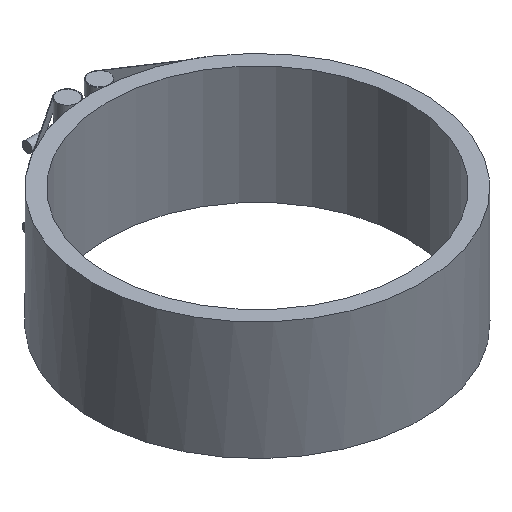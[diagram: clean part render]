
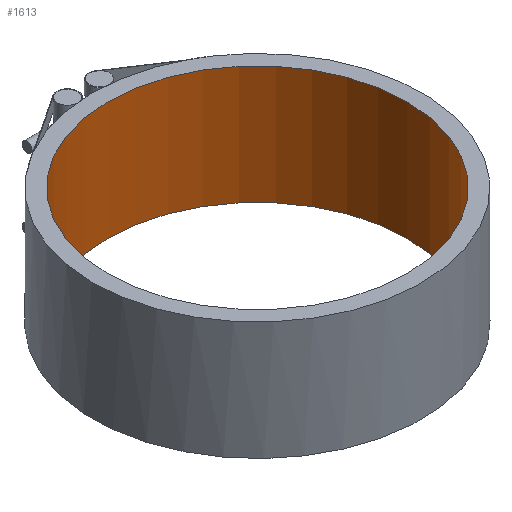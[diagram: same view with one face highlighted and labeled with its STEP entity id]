
A CAD part, isometric view. The second image highlights one B-rep face of the part: STEP entity #1613.
In plain terms, the highlighted cylindrical face has radius 178 mm (diameter 356 mm), a full revolution.
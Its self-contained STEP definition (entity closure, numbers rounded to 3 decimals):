
#367=CYLINDRICAL_SURFACE('',#1756,178.);
#428=FACE_BOUND('',#597,.T.);
#471=FACE_OUTER_BOUND('',#596,.T.);
#596=EDGE_LOOP('',(#1316));
#597=EDGE_LOOP('',(#1317));
#694=CIRCLE('',#1757,178.);
#695=CIRCLE('',#1758,178.);
#834=VERTEX_POINT('',#2860);
#835=VERTEX_POINT('',#2862);
#1010=EDGE_CURVE('',#834,#834,#694,.T.);
#1011=EDGE_CURVE('',#835,#835,#695,.T.);
#1316=ORIENTED_EDGE('',*,*,#1010,.F.);
#1317=ORIENTED_EDGE('',*,*,#1011,.F.);
#1613=ADVANCED_FACE('',(#471,#428),#367,.F.);
#1756=AXIS2_PLACEMENT_3D('',#2859,#2093,#2094);
#1757=AXIS2_PLACEMENT_3D('',#2861,#2095,#2096);
#1758=AXIS2_PLACEMENT_3D('',#2863,#2097,#2098);
#2093=DIRECTION('center_axis',(0.,0.,1.));
#2094=DIRECTION('ref_axis',(-1.,0.,0.));
#2095=DIRECTION('center_axis',(0.,0.,1.));
#2096=DIRECTION('ref_axis',(-1.,0.,0.));
#2097=DIRECTION('center_axis',(0.,0.,-1.));
#2098=DIRECTION('ref_axis',(-1.,0.,0.));
#2859=CARTESIAN_POINT('Origin',(0.,0.,0.));
#2860=CARTESIAN_POINT('',(178.,0.,-70.5));
#2861=CARTESIAN_POINT('Origin',(0.,0.,-70.5));
#2862=CARTESIAN_POINT('',(178.,0.,70.5));
#2863=CARTESIAN_POINT('Origin',(0.,0.,70.5));
